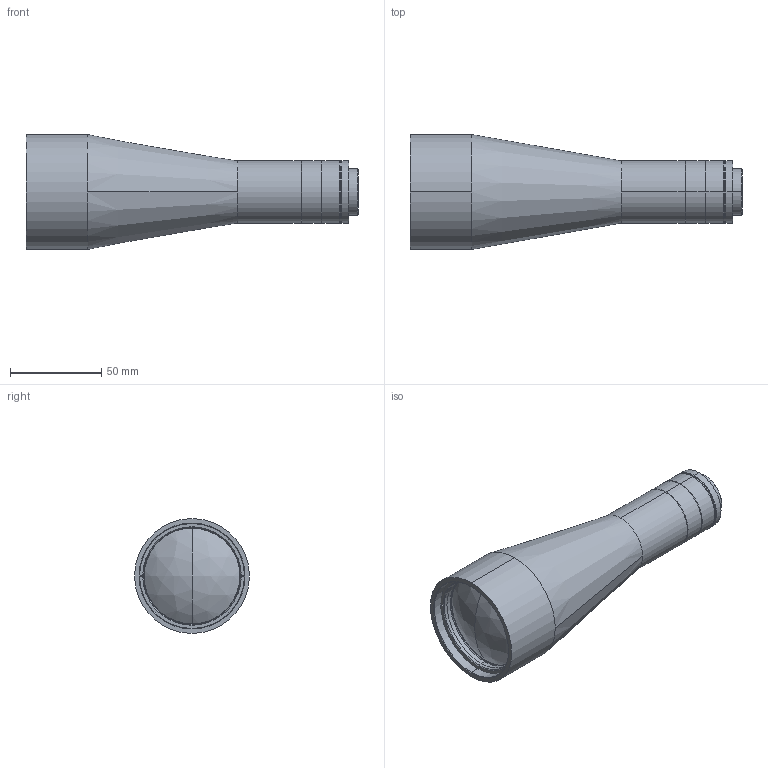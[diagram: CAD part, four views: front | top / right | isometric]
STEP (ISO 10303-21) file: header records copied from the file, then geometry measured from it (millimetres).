
FILE_DESCRIPTION (( 'STEP AP214' ), '1' );
FILE_NAME ('TTL9.5-45-70C.STEP', '2023-05-12T03:31:06', ( '' ), ( '' ), 'SwSTEP 2.0', 'SolidWorks 2022', '' );
FILE_SCHEMA (( 'AUTOMOTIVE_DESIGN' ));
Length unit declared in the file: millimetre
Products named in the file (1): TTL9.5-45-70C
Bounding box: 182.02 x 63 x 63 mm (x, y, z)
Volume: 162921.8 mm3; surface area: 75047.6 mm2
Topology: 23 solids, 23 shells, 379 faces, 830 edges, 518 vertices
Faces by surface type: cylinder 140, cone 106, plane 92, bspline 37, torus 4
Entity records: 15990 total; most frequent: CARTESIAN_POINT 2997, DIRECTION 1956, ORIENTED_EDGE 1660, EDGE_CURVE 830, AXIS2_PLACEMENT_3D 827, VERTEX_POINT 518, CIRCLE 484, EDGE_LOOP 438
